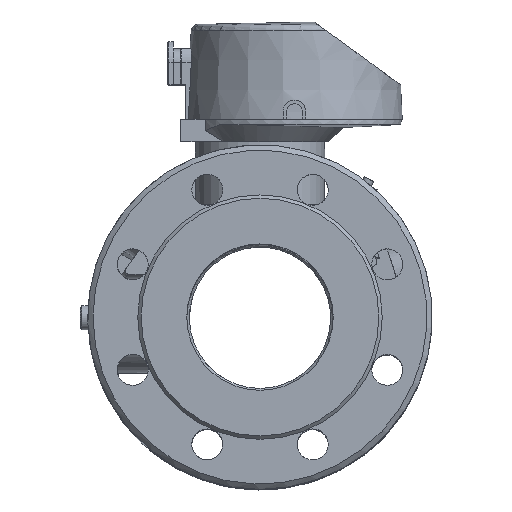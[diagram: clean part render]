
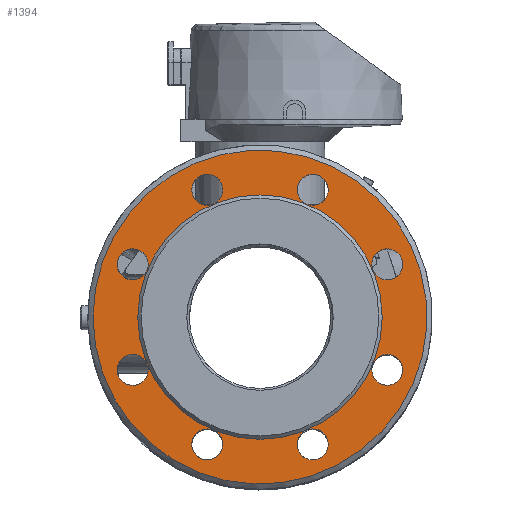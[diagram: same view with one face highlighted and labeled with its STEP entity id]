
A CAD part, top view. The second image highlights one B-rep face of the part: STEP entity #1394.
In plain terms, the highlighted planar face has unit normal (0, 0, 1).
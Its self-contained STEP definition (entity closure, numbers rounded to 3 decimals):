
#1394=ADVANCED_FACE('',(#2226,#2228,#2230,#2232,#2234,#2236,#2238,#2240,#2242,#2244),
#2246,.F.);
#2226=FACE_BOUND('',#2227,.T.);
#2227=EDGE_LOOP('',(#4672,#4673));
#2228=FACE_BOUND('',#2229,.T.);
#2229=EDGE_LOOP('',(#4674,#4675));
#2230=FACE_BOUND('',#2231,.T.);
#2231=EDGE_LOOP('',(#4676,#4677));
#2232=FACE_BOUND('',#2233,.T.);
#2233=EDGE_LOOP('',(#4678,#4679));
#2234=FACE_BOUND('',#2235,.T.);
#2235=EDGE_LOOP('',(#4680,#4681));
#2236=FACE_BOUND('',#2237,.T.);
#2237=EDGE_LOOP('',(#4682,#4683));
#2238=FACE_BOUND('',#2239,.T.);
#2239=EDGE_LOOP('',(#4684,#4685));
#2240=FACE_BOUND('',#2241,.T.);
#2241=EDGE_LOOP('',(#4686,#4687));
#2242=FACE_BOUND('',#2243,.T.);
#2243=EDGE_LOOP('',(#4688,#4689));
#2244=FACE_OUTER_BOUND('',#2245,.T.);
#2245=EDGE_LOOP('',(#4690,#4691));
#2246=PLANE('',#2247);
#2247=AXIS2_PLACEMENT_3D('',#2248,#2249,#2250);
#2248=CARTESIAN_POINT('',(0.,0.,-9.203));
#2249=DIRECTION('',(0.,0.,-1.));
#2250=DIRECTION('',(-1.,0.,-0.));
#4672=ORIENTED_EDGE('',*,*,#6078,.F.);
#4673=ORIENTED_EDGE('',*,*,#6079,.F.);
#4674=ORIENTED_EDGE('',*,*,#6080,.F.);
#4675=ORIENTED_EDGE('',*,*,#6081,.F.);
#4676=ORIENTED_EDGE('',*,*,#6082,.F.);
#4677=ORIENTED_EDGE('',*,*,#6083,.F.);
#4678=ORIENTED_EDGE('',*,*,#6084,.F.);
#4679=ORIENTED_EDGE('',*,*,#6085,.F.);
#4680=ORIENTED_EDGE('',*,*,#6055,.F.);
#4681=ORIENTED_EDGE('',*,*,#6056,.F.);
#4682=ORIENTED_EDGE('',*,*,#6086,.F.);
#4683=ORIENTED_EDGE('',*,*,#6087,.F.);
#4684=ORIENTED_EDGE('',*,*,#6088,.F.);
#4685=ORIENTED_EDGE('',*,*,#6089,.F.);
#4686=ORIENTED_EDGE('',*,*,#6090,.F.);
#4687=ORIENTED_EDGE('',*,*,#6091,.F.);
#4688=ORIENTED_EDGE('',*,*,#6092,.F.);
#4689=ORIENTED_EDGE('',*,*,#6093,.F.);
#4690=ORIENTED_EDGE('',*,*,#6094,.F.);
#4691=ORIENTED_EDGE('',*,*,#6095,.F.);
#6055=EDGE_CURVE('',#6836,#6838,#6839,.T.);
#6056=EDGE_CURVE('',#6838,#6836,#6840,.T.);
#6078=EDGE_CURVE('',#6880,#6881,#6882,.T.);
#6079=EDGE_CURVE('',#6881,#6880,#6883,.T.);
#6080=EDGE_CURVE('',#6884,#6885,#6886,.T.);
#6081=EDGE_CURVE('',#6885,#6884,#6887,.T.);
#6082=EDGE_CURVE('',#6888,#6889,#6890,.T.);
#6083=EDGE_CURVE('',#6889,#6888,#6891,.T.);
#6084=EDGE_CURVE('',#6892,#6893,#6894,.T.);
#6085=EDGE_CURVE('',#6893,#6892,#6895,.T.);
#6086=EDGE_CURVE('',#6896,#6897,#6898,.T.);
#6087=EDGE_CURVE('',#6897,#6896,#6899,.T.);
#6088=EDGE_CURVE('',#6900,#6901,#6902,.T.);
#6089=EDGE_CURVE('',#6901,#6900,#6903,.T.);
#6090=EDGE_CURVE('',#6904,#6905,#6906,.T.);
#6091=EDGE_CURVE('',#6905,#6904,#6907,.T.);
#6092=EDGE_CURVE('',#6908,#6909,#6910,.T.);
#6093=EDGE_CURVE('',#6909,#6908,#6911,.T.);
#6094=EDGE_CURVE('',#6912,#6913,#6914,.T.);
#6095=EDGE_CURVE('',#6913,#6912,#6915,.T.);
#6836=VERTEX_POINT('',#10687);
#6838=VERTEX_POINT('',#10691);
#6839=CIRCLE('',#10692,70.952);
#6840=CIRCLE('',#10696,70.952);
#6880=VERTEX_POINT('',#11048);
#6881=VERTEX_POINT('',#11049);
#6882=CIRCLE('',#11050,9.);
#6883=CIRCLE('',#11054,9.);
#6884=VERTEX_POINT('',#11058);
#6885=VERTEX_POINT('',#11059);
#6886=CIRCLE('',#11060,9.);
#6887=CIRCLE('',#11064,9.);
#6888=VERTEX_POINT('',#11068);
#6889=VERTEX_POINT('',#11069);
#6890=CIRCLE('',#11070,9.);
#6891=CIRCLE('',#11074,9.);
#6892=VERTEX_POINT('',#11078);
#6893=VERTEX_POINT('',#11079);
#6894=CIRCLE('',#11080,9.);
#6895=CIRCLE('',#11084,9.);
#6896=VERTEX_POINT('',#11088);
#6897=VERTEX_POINT('',#11089);
#6898=CIRCLE('',#11090,9.);
#6899=CIRCLE('',#11094,9.);
#6900=VERTEX_POINT('',#11098);
#6901=VERTEX_POINT('',#11099);
#6902=CIRCLE('',#11100,9.);
#6903=CIRCLE('',#11104,9.);
#6904=VERTEX_POINT('',#11108);
#6905=VERTEX_POINT('',#11109);
#6906=CIRCLE('',#11110,9.);
#6907=CIRCLE('',#11114,9.);
#6908=VERTEX_POINT('',#11118);
#6909=VERTEX_POINT('',#11119);
#6910=CIRCLE('',#11120,9.);
#6911=CIRCLE('',#11124,9.);
#6912=VERTEX_POINT('',#11128);
#6913=VERTEX_POINT('',#11129);
#6914=CIRCLE('',#11130,96.952);
#6915=CIRCLE('',#11134,96.952);
#10687=CARTESIAN_POINT('',(70.952,0.,-9.203));
#10691=CARTESIAN_POINT('',(-70.952,0.,-9.203));
#10692=AXIS2_PLACEMENT_3D('',#10693,#10694,#10695);
#10693=CARTESIAN_POINT('',(0.,0.,-9.203));
#10694=DIRECTION('',(-0.,0.,1.));
#10695=DIRECTION('',(1.,0.,0.));
#10696=AXIS2_PLACEMENT_3D('',#10697,#10698,#10699);
#10697=CARTESIAN_POINT('',(0.,0.,-9.203));
#10698=DIRECTION('',(0.,-0.,1.));
#10699=DIRECTION('',(-1.,0.,0.));
#11048=CARTESIAN_POINT('',(-82.225,27.171,-9.203));
#11049=CARTESIAN_POINT('',(-64.91,30.615,-9.203));
#11050=AXIS2_PLACEMENT_3D('',#11051,#11052,#11053);
#11051=CARTESIAN_POINT('',(-73.91,30.615,-9.203));
#11052=DIRECTION('',(-0.,0.,1.));
#11053=DIRECTION('',(-0.924,-0.383,0.));
#11054=AXIS2_PLACEMENT_3D('',#11055,#11056,#11057);
#11055=CARTESIAN_POINT('',(-73.91,30.615,-9.203));
#11056=DIRECTION('',(0.,0.,1.));
#11057=DIRECTION('',(1.,0.,0.));
#11058=CARTESIAN_POINT('',(-34.059,-82.225,-9.203));
#11059=CARTESIAN_POINT('',(-21.615,-73.91,-9.203));
#11060=AXIS2_PLACEMENT_3D('',#11061,#11062,#11063);
#11061=CARTESIAN_POINT('',(-30.615,-73.91,-9.203));
#11062=DIRECTION('',(-0.,0.,1.));
#11063=DIRECTION('',(-0.383,-0.924,0.));
#11064=AXIS2_PLACEMENT_3D('',#11065,#11066,#11067);
#11065=CARTESIAN_POINT('',(-30.615,-73.91,-9.203));
#11066=DIRECTION('',(0.,0.,1.));
#11067=DIRECTION('',(1.,0.,0.));
#11068=CARTESIAN_POINT('',(77.355,-38.93,-9.203));
#11069=CARTESIAN_POINT('',(82.91,-30.615,-9.203));
#11070=AXIS2_PLACEMENT_3D('',#11071,#11072,#11073);
#11071=CARTESIAN_POINT('',(73.91,-30.615,-9.203));
#11072=DIRECTION('',(-0.,0.,1.));
#11073=DIRECTION('',(0.383,-0.924,0.));
#11074=AXIS2_PLACEMENT_3D('',#11075,#11076,#11077);
#11075=CARTESIAN_POINT('',(73.91,-30.615,-9.203));
#11076=DIRECTION('',(0.,0.,1.));
#11077=DIRECTION('',(1.,0.,0.));
#11078=CARTESIAN_POINT('',(38.93,70.466,-9.203));
#11079=CARTESIAN_POINT('',(39.615,73.91,-9.203));
#11080=AXIS2_PLACEMENT_3D('',#11081,#11082,#11083);
#11081=CARTESIAN_POINT('',(30.615,73.91,-9.203));
#11082=DIRECTION('',(-0.,0.,1.));
#11083=DIRECTION('',(0.924,-0.383,0.));
#11084=AXIS2_PLACEMENT_3D('',#11085,#11086,#11087);
#11085=CARTESIAN_POINT('',(30.615,73.91,-9.203));
#11086=DIRECTION('',(0.,0.,1.));
#11087=DIRECTION('',(1.,0.,0.));
#11088=CARTESIAN_POINT('',(-39.615,73.91,-9.203));
#11089=CARTESIAN_POINT('',(-21.615,73.91,-9.203));
#11090=AXIS2_PLACEMENT_3D('',#11091,#11092,#11093);
#11091=CARTESIAN_POINT('',(-30.615,73.91,-9.203));
#11092=DIRECTION('',(0.,-0.,1.));
#11093=DIRECTION('',(-1.,0.,0.));
#11094=AXIS2_PLACEMENT_3D('',#11095,#11096,#11097);
#11095=CARTESIAN_POINT('',(-30.615,73.91,-9.203));
#11096=DIRECTION('',(0.,0.,1.));
#11097=DIRECTION('',(1.,0.,0.));
#11098=CARTESIAN_POINT('',(67.546,36.979,-9.203));
#11099=CARTESIAN_POINT('',(82.91,30.615,-9.203));
#11100=AXIS2_PLACEMENT_3D('',#11101,#11102,#11103);
#11101=CARTESIAN_POINT('',(73.91,30.615,-9.203));
#11102=DIRECTION('',(0.,-0.,1.));
#11103=DIRECTION('',(-0.707,0.707,0.));
#11104=AXIS2_PLACEMENT_3D('',#11105,#11106,#11107);
#11105=CARTESIAN_POINT('',(73.91,30.615,-9.203));
#11106=DIRECTION('',(0.,0.,1.));
#11107=DIRECTION('',(1.,0.,0.));
#11108=CARTESIAN_POINT('',(30.615,-64.91,-9.203));
#11109=CARTESIAN_POINT('',(39.615,-73.91,-9.203));
#11110=AXIS2_PLACEMENT_3D('',#11111,#11112,#11113);
#11111=CARTESIAN_POINT('',(30.615,-73.91,-9.203));
#11112=DIRECTION('',(0.,-0.,1.));
#11113=DIRECTION('',(0.,1.,0.));
#11114=AXIS2_PLACEMENT_3D('',#11115,#11116,#11117);
#11115=CARTESIAN_POINT('',(30.615,-73.91,-9.203));
#11116=DIRECTION('',(0.,0.,1.));
#11117=DIRECTION('',(1.,0.,0.));
#11118=CARTESIAN_POINT('',(-67.546,-24.251,-9.203));
#11119=CARTESIAN_POINT('',(-64.91,-30.615,-9.203));
#11120=AXIS2_PLACEMENT_3D('',#11121,#11122,#11123);
#11121=CARTESIAN_POINT('',(-73.91,-30.615,-9.203));
#11122=DIRECTION('',(0.,-0.,1.));
#11123=DIRECTION('',(0.707,0.707,0.));
#11124=AXIS2_PLACEMENT_3D('',#11125,#11126,#11127);
#11125=CARTESIAN_POINT('',(-73.91,-30.615,-9.203));
#11126=DIRECTION('',(0.,0.,1.));
#11127=DIRECTION('',(1.,0.,0.));
#11128=CARTESIAN_POINT('',(68.556,68.556,-9.203));
#11129=CARTESIAN_POINT('',(-96.952,0.,-9.203));
#11130=AXIS2_PLACEMENT_3D('',#11131,#11132,#11133);
#11131=CARTESIAN_POINT('',(0.,0.,-9.203));
#11132=DIRECTION('',(0.,0.,-1.));
#11133=DIRECTION('',(0.707,0.707,0.));
#11134=AXIS2_PLACEMENT_3D('',#11135,#11136,#11137);
#11135=CARTESIAN_POINT('',(0.,0.,-9.203));
#11136=DIRECTION('',(0.,0.,-1.));
#11137=DIRECTION('',(-1.,0.,0.));
